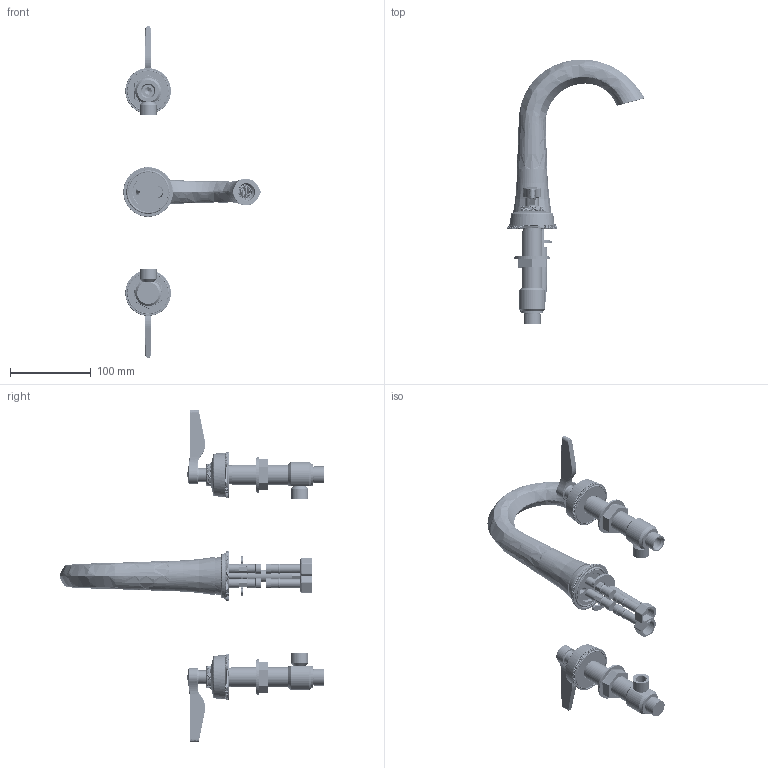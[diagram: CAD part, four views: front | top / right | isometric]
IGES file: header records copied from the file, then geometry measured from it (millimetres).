
Global section: file name: T12K16LA; native system: Autodesk Inventor 2020; preprocessor: unknown; author: pbiran; date: 20211011.084650; units: millimetre
Bounding box: 169.95 x 327.21 x 410.5 mm (x, y, z)
Volume: 469399.5 mm3; surface area: 215098 mm2
Topology: 42 solids, 42 shells, 20867 faces, 46761 edges, 26105 vertices
Faces by surface type: bspline 20867
